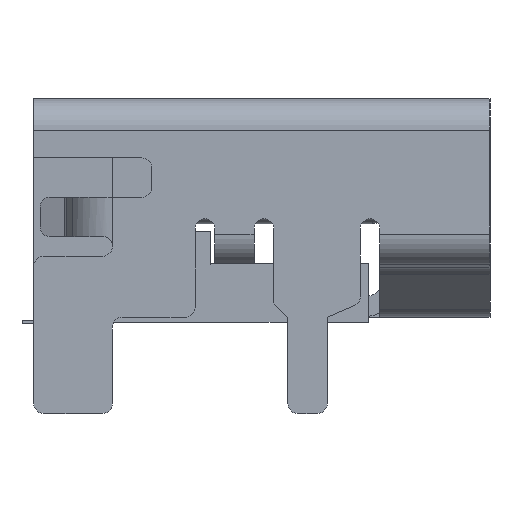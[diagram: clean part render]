
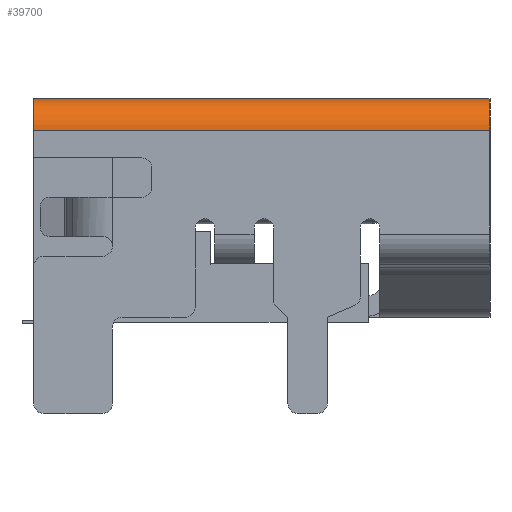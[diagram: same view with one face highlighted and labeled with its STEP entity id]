
A CAD part, left-side view. The second image highlights one B-rep face of the part: STEP entity #39700.
In plain terms, the highlighted cylindrical face has radius 0.8 mm (diameter 1.6 mm), a partial arc.
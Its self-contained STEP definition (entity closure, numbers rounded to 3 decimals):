
#828 = DIRECTION ( 'NONE',  ( 0., -1., 0. ) ) ;
#4432 = CARTESIAN_POINT ( 'NONE',  ( -6.7, 11.6, 1.975 ) ) ;
#5624 = CARTESIAN_POINT ( 'NONE',  ( -6.7, 0., 1.975 ) ) ;
#8500 = FACE_OUTER_BOUND ( 'NONE', #37814, .T. ) ;
#15049 = EDGE_CURVE ( 'NONE', #39399, #19288, #41909, .T. ) ;
#15112 = CIRCLE ( 'NONE', #21638, 0.8 ) ;
#15114 = LINE ( 'NONE', #26122, #15167 ) ;
#15167 = VECTOR ( 'NONE', #34322, 1000. ) ;
#15530 = ORIENTED_EDGE ( 'NONE', *, *, #15049, .F. ) ;
#16032 = CARTESIAN_POINT ( 'NONE',  ( -6.7, 11.6, 2.775 ) ) ;
#16663 = CARTESIAN_POINT ( 'NONE',  ( -6.7, 11.6, 2.775 ) ) ;
#17158 = VERTEX_POINT ( 'NONE', #25479 ) ;
#18998 = CARTESIAN_POINT ( 'NONE',  ( -6.7, 11.6, 1.975 ) ) ;
#19288 = VERTEX_POINT ( 'NONE', #16663 ) ;
#19994 = DIRECTION ( 'NONE',  ( 0., 0., -1. ) ) ;
#21638 = AXIS2_PLACEMENT_3D ( 'NONE', #5624, #36588, #41168 ) ;
#23961 = VECTOR ( 'NONE', #50214, 1000. ) ;
#25299 = ORIENTED_EDGE ( 'NONE', *, *, #31339, .F. ) ;
#25479 = CARTESIAN_POINT ( 'NONE',  ( -7.5, 0., 1.975 ) ) ;
#26122 = CARTESIAN_POINT ( 'NONE',  ( -7.5, 11.6, 1.975 ) ) ;
#26181 = DIRECTION ( 'NONE',  ( 0., 0., 1. ) ) ;
#26409 = AXIS2_PLACEMENT_3D ( 'NONE', #18998, #37946, #26181 ) ;
#27291 = LINE ( 'NONE', #16032, #23961 ) ;
#27804 = EDGE_CURVE ( 'NONE', #39399, #17158, #15114, .T. ) ;
#29630 = ORIENTED_EDGE ( 'NONE', *, *, #41638, .T. ) ;
#31339 = EDGE_CURVE ( 'NONE', #19288, #46674, #27291, .T. ) ;
#32941 = CARTESIAN_POINT ( 'NONE',  ( -7.5, 11.6, 1.975 ) ) ;
#34322 = DIRECTION ( 'NONE',  ( 0., -1., 0. ) ) ;
#36588 = DIRECTION ( 'NONE',  ( 0., 1., 0. ) ) ;
#36916 = ORIENTED_EDGE ( 'NONE', *, *, #27804, .T. ) ;
#37738 = AXIS2_PLACEMENT_3D ( 'NONE', #4432, #828, #19994 ) ;
#37814 = EDGE_LOOP ( 'NONE', ( #29630, #25299, #15530, #36916 ) ) ;
#37946 = DIRECTION ( 'NONE',  ( 0., 1., 0. ) ) ;
#39399 = VERTEX_POINT ( 'NONE', #32941 ) ;
#39697 = CYLINDRICAL_SURFACE ( 'NONE', #37738, 0.8 ) ;
#39700 = ADVANCED_FACE ( 'NONE', ( #8500 ), #39697, .T. ) ;
#40497 = CARTESIAN_POINT ( 'NONE',  ( -6.7, 0., 2.775 ) ) ;
#41168 = DIRECTION ( 'NONE',  ( 0., 0., 1. ) ) ;
#41638 = EDGE_CURVE ( 'NONE', #17158, #46674, #15112, .T. ) ;
#41909 = CIRCLE ( 'NONE', #26409, 0.8 ) ;
#46674 = VERTEX_POINT ( 'NONE', #40497 ) ;
#50214 = DIRECTION ( 'NONE',  ( 0., -1., 0. ) ) ;
